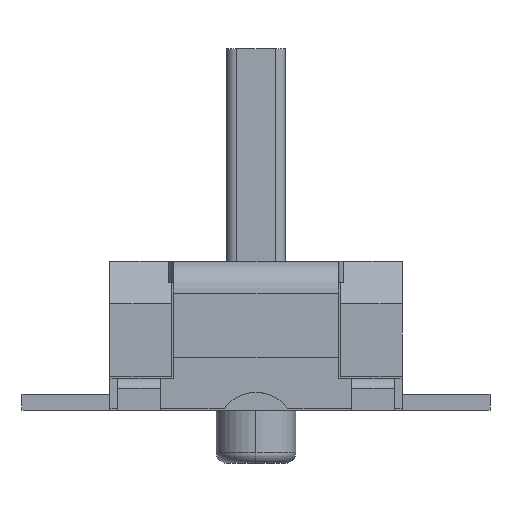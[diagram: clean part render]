
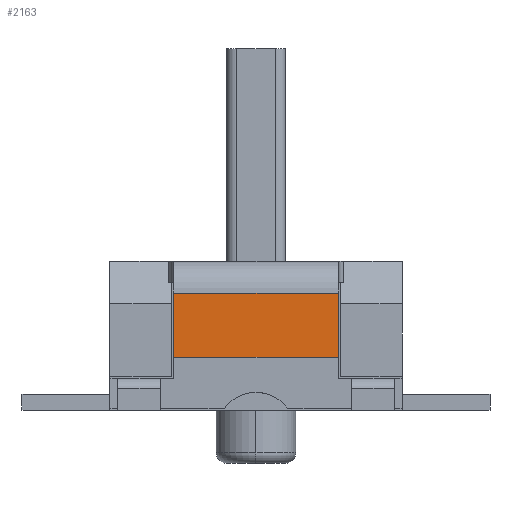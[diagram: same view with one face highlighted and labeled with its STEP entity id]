
A CAD part, left-side view. The second image highlights one B-rep face of the part: STEP entity #2163.
In plain terms, the highlighted planar face has unit normal (-1, 0, 0).
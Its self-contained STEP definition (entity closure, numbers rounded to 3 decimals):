
#208 = LINE ( 'NONE', #6256, #3015 ) ;
#311 = VECTOR ( 'NONE', #6915, 1000. ) ;
#736 = PLANE ( 'NONE',  #5093 ) ;
#869 = ORIENTED_EDGE ( 'NONE', *, *, #4172, .F. ) ;
#947 = CARTESIAN_POINT ( 'NONE',  ( -3.375, 0.775, 0. ) ) ;
#1389 = FACE_OUTER_BOUND ( 'NONE', #6138, .T. ) ;
#1802 = EDGE_CURVE ( 'NONE', #8337, #6329, #7070, .T. ) ;
#2104 = VERTEX_POINT ( 'NONE', #7415 ) ;
#2163 = ADVANCED_FACE ( 'NONE', ( #1389 ), #736, .T. ) ;
#3015 = VECTOR ( 'NONE', #8575, 1000. ) ;
#3249 = EDGE_CURVE ( 'NONE', #8337, #2104, #8601, .T. ) ;
#3763 = CARTESIAN_POINT ( 'NONE',  ( -3.375, -0.775, 1.1 ) ) ;
#4021 = DIRECTION ( 'NONE',  ( 0., -1., 0. ) ) ;
#4172 = EDGE_CURVE ( 'NONE', #5590, #2104, #208, .T. ) ;
#4705 = EDGE_CURVE ( 'NONE', #5590, #6329, #5733, .T. ) ;
#5093 = AXIS2_PLACEMENT_3D ( 'NONE', #6800, #6658, #6762 ) ;
#5146 = ORIENTED_EDGE ( 'NONE', *, *, #1802, .F. ) ;
#5590 = VERTEX_POINT ( 'NONE', #3763 ) ;
#5731 = ORIENTED_EDGE ( 'NONE', *, *, #3249, .T. ) ;
#5733 = LINE ( 'NONE', #9533, #7364 ) ;
#5899 = CARTESIAN_POINT ( 'NONE',  ( -3.375, 0.775, 0.5 ) ) ;
#6138 = EDGE_LOOP ( 'NONE', ( #869, #7518, #5146, #5731 ) ) ;
#6256 = CARTESIAN_POINT ( 'NONE',  ( -3.375, -0.775, 0. ) ) ;
#6329 = VERTEX_POINT ( 'NONE', #8578 ) ;
#6658 = DIRECTION ( 'NONE',  ( -1., 0., 0. ) ) ;
#6762 = DIRECTION ( 'NONE',  ( 0., 0., 1. ) ) ;
#6800 = CARTESIAN_POINT ( 'NONE',  ( -3.375, 0., 0. ) ) ;
#6915 = DIRECTION ( 'NONE',  ( 0., 0., 1. ) ) ;
#7070 = LINE ( 'NONE', #947, #311 ) ;
#7133 = CARTESIAN_POINT ( 'NONE',  ( -3.375, 0., 0.5 ) ) ;
#7235 = VECTOR ( 'NONE', #4021, 1000. ) ;
#7364 = VECTOR ( 'NONE', #8046, 1000. ) ;
#7415 = CARTESIAN_POINT ( 'NONE',  ( -3.375, -0.775, 0.5 ) ) ;
#7518 = ORIENTED_EDGE ( 'NONE', *, *, #4705, .T. ) ;
#8046 = DIRECTION ( 'NONE',  ( 0., 1., 0. ) ) ;
#8337 = VERTEX_POINT ( 'NONE', #5899 ) ;
#8575 = DIRECTION ( 'NONE',  ( 0., 0., -1. ) ) ;
#8578 = CARTESIAN_POINT ( 'NONE',  ( -3.375, 0.775, 1.1 ) ) ;
#8601 = LINE ( 'NONE', #7133, #7235 ) ;
#9533 = CARTESIAN_POINT ( 'NONE',  ( -3.375, 0., 1.1 ) ) ;
